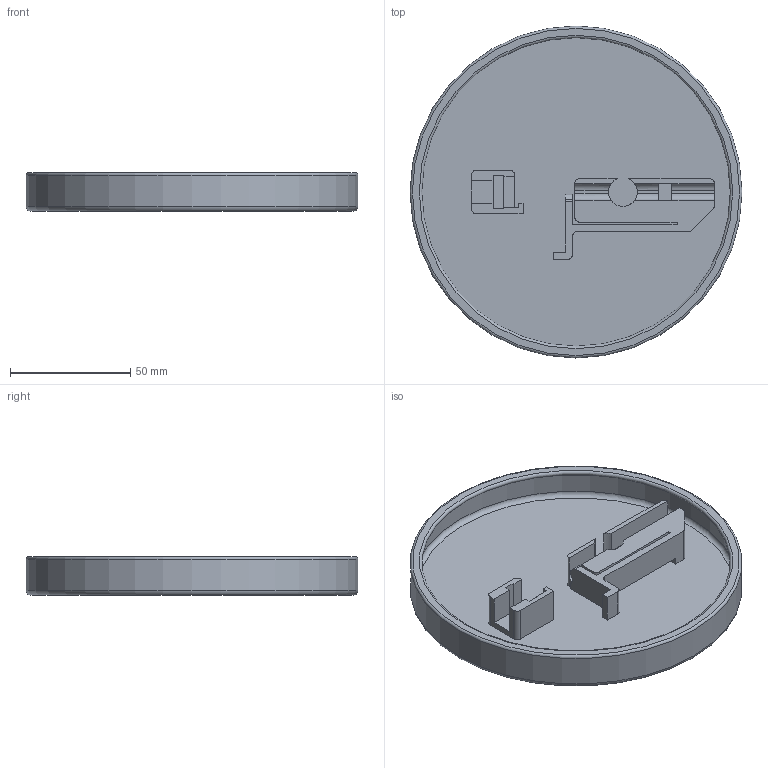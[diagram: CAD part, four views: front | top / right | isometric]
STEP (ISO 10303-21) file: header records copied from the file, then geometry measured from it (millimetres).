
FILE_DESCRIPTION(/* description */ (''),/* implementation_level */ '2;1');
FILE_NAME(/* name */ 'Nozzle_BoxV8.2-D10000000701229-D10000000701229_A001_1.stp',/* time_stamp */ '2022-03-16T10:57:19+01:00',/* author */ (''),/* organization */ (''),/* preprocessor_version */ 'ST-DEVELOPER v18.1',/* originating_system */ 'SIEMENS PLM Software NX 2000',/* authorisation */ '');
FILE_SCHEMA (('AUTOMOTIVE_DESIGN { 1 0 10303 214 3 1 1 1 }'));
Length unit declared in the file: millimetre
Products named in the file (1): Nozzle_BoxV8-D10000000701229-D10000000701229_A001
Bounding box: 138 x 138 x 16 mm (x, y, z)
Volume: 48504 mm3; surface area: 51212.2 mm2
Topology: 1 solids, 1 shells, 82 faces, 226 edges, 149 vertices
Faces by surface type: plane 55, cylinder 22, torus 4, cone 1
Full cylindrical faces by diameter (mm): 135.6 x1, 138 x1
Entity records: 2622 total; most frequent: CARTESIAN_POINT 507, ORIENTED_EDGE 434, DIRECTION 428, EDGE_CURVE 217, LINE 164, VECTOR 164, VERTEX_POINT 147, AXIS2_PLACEMENT_3D 132
